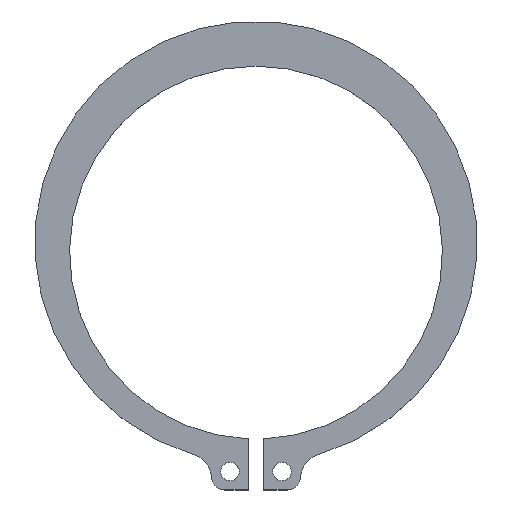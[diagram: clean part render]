
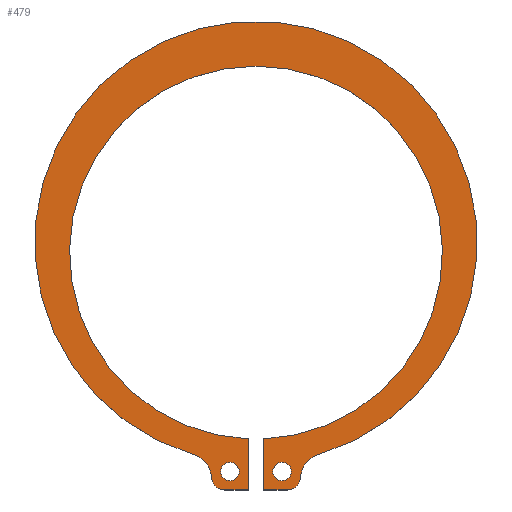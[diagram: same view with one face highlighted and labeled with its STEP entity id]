
A CAD part, top view. The second image highlights one B-rep face of the part: STEP entity #479.
In plain terms, the highlighted planar face has unit normal (0, 0, 1).
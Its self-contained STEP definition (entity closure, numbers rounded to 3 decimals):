
#63=CARTESIAN_POINT('Vertex',(-0.75,-24.23,1.8)) ;
#77=CARTESIAN_POINT('Vertex',(-0.75,-19.235,1.8)) ;
#80=CARTESIAN_POINT('Line Origine',(-0.75,-21.732,1.8)) ;
#108=CARTESIAN_POINT('Vertex',(0.75,-19.235,1.8)) ;
#111=CARTESIAN_POINT('Axis2P3D Location',(0.,-1.,1.8)) ;
#139=CARTESIAN_POINT('Vertex',(0.75,-24.23,1.8)) ;
#142=CARTESIAN_POINT('Line Origine',(0.75,-21.732,1.8)) ;
#159=CARTESIAN_POINT('Axis2P3D Location',(-2.55,-22.43,1.8)) ;
#163=CARTESIAN_POINT('Vertex',(-3.45,-22.43,1.8)) ;
#165=CARTESIAN_POINT('Vertex',(-1.65,-22.43,1.8)) ;
#194=CARTESIAN_POINT('Axis2P3D Location',(-2.55,-22.43,1.8)) ;
#216=CARTESIAN_POINT('Axis2P3D Location',(2.55,-22.43,1.8)) ;
#220=CARTESIAN_POINT('Vertex',(1.65,-22.43,1.8)) ;
#222=CARTESIAN_POINT('Vertex',(3.45,-22.43,1.8)) ;
#251=CARTESIAN_POINT('Axis2P3D Location',(2.55,-22.43,1.8)) ;
#273=CARTESIAN_POINT('Axis2P3D Location',(0.,0.,1.8)) ;
#277=CARTESIAN_POINT('Vertex',(6.141,-20.761,1.8)) ;
#279=CARTESIAN_POINT('Vertex',(-6.141,-20.761,1.8)) ;
#319=CARTESIAN_POINT('Vertex',(3.057,-24.23,1.8)) ;
#322=CARTESIAN_POINT('Line Origine',(1.903,-24.23,1.8)) ;
#350=CARTESIAN_POINT('Vertex',(4.355,-23.008,1.8)) ;
#358=CARTESIAN_POINT('Axis2P3D Location',(6.85,-23.158,1.8)) ;
#375=CARTESIAN_POINT('Axis2P3D Location',(3.057,-22.93,1.8)) ;
#398=CARTESIAN_POINT('Vertex',(-3.057,-24.23,1.8)) ;
#406=CARTESIAN_POINT('Line Origine',(-1.903,-24.23,1.8)) ;
#429=CARTESIAN_POINT('Vertex',(-4.355,-23.008,1.8)) ;
#432=CARTESIAN_POINT('Axis2P3D Location',(-6.85,-23.158,1.8)) ;
#449=CARTESIAN_POINT('Axis2P3D Location',(0.,0.,1.8)) ;
#454=CARTESIAN_POINT('Axis2P3D Location',(-3.057,-22.93,1.8)) ;
#81=DIRECTION('Vector Direction',(0.,-1.,0.)) ;
#112=DIRECTION('Axis2P3D Direction',(0.,0.,1.)) ;
#143=DIRECTION('Vector Direction',(0.,1.,0.)) ;
#160=DIRECTION('Axis2P3D Direction',(0.,0.,1.)) ;
#195=DIRECTION('Axis2P3D Direction',(0.,0.,1.)) ;
#217=DIRECTION('Axis2P3D Direction',(0.,0.,1.)) ;
#252=DIRECTION('Axis2P3D Direction',(0.,0.,1.)) ;
#274=DIRECTION('Axis2P3D Direction',(0.,0.,1.)) ;
#323=DIRECTION('Vector Direction',(-1.,0.,0.)) ;
#359=DIRECTION('Axis2P3D Direction',(0.,0.,1.)) ;
#376=DIRECTION('Axis2P3D Direction',(0.,0.,-1.)) ;
#407=DIRECTION('Vector Direction',(-1.,0.,0.)) ;
#433=DIRECTION('Axis2P3D Direction',(0.,0.,1.)) ;
#450=DIRECTION('Axis2P3D Direction',(0.,0.,1.)) ;
#451=DIRECTION('Axis2P3D XDirection',(1.,0.,0.)) ;
#455=DIRECTION('Axis2P3D Direction',(0.,0.,1.)) ;
#113=AXIS2_PLACEMENT_3D('Circle Axis2P3D',#111,#112,$) ;
#161=AXIS2_PLACEMENT_3D('Circle Axis2P3D',#159,#160,$) ;
#196=AXIS2_PLACEMENT_3D('Circle Axis2P3D',#194,#195,$) ;
#218=AXIS2_PLACEMENT_3D('Circle Axis2P3D',#216,#217,$) ;
#253=AXIS2_PLACEMENT_3D('Circle Axis2P3D',#251,#252,$) ;
#275=AXIS2_PLACEMENT_3D('Circle Axis2P3D',#273,#274,$) ;
#360=AXIS2_PLACEMENT_3D('Circle Axis2P3D',#358,#359,$) ;
#377=AXIS2_PLACEMENT_3D('Circle Axis2P3D',#375,#376,$) ;
#434=AXIS2_PLACEMENT_3D('Circle Axis2P3D',#432,#433,$) ;
#452=AXIS2_PLACEMENT_3D('Plane Axis2P3D',#449,#450,#451) ;
#456=AXIS2_PLACEMENT_3D('Circle Axis2P3D',#454,#455,$) ;
#460=ORIENTED_EDGE('',*,*,#410,.T.) ;
#461=ORIENTED_EDGE('',*,*,#84,.T.) ;
#462=ORIENTED_EDGE('',*,*,#115,.T.) ;
#463=ORIENTED_EDGE('',*,*,#146,.T.) ;
#464=ORIENTED_EDGE('',*,*,#326,.T.) ;
#465=ORIENTED_EDGE('',*,*,#379,.F.) ;
#466=ORIENTED_EDGE('',*,*,#362,.T.) ;
#467=ORIENTED_EDGE('',*,*,#281,.T.) ;
#468=ORIENTED_EDGE('',*,*,#436,.T.) ;
#469=ORIENTED_EDGE('',*,*,#458,.F.) ;
#472=ORIENTED_EDGE('',*,*,#167,.F.) ;
#473=ORIENTED_EDGE('',*,*,#198,.F.) ;
#476=ORIENTED_EDGE('',*,*,#224,.F.) ;
#477=ORIENTED_EDGE('',*,*,#255,.F.) ;
#474=FACE_BOUND('',#471,.T.) ;
#478=FACE_BOUND('',#475,.T.) ;
#82=VECTOR('Line Direction',#81,1.) ;
#144=VECTOR('Line Direction',#143,1.) ;
#324=VECTOR('Line Direction',#323,1.) ;
#408=VECTOR('Line Direction',#407,1.) ;
#479=ADVANCED_FACE('PartBody',(#470,#474,#478),#453,.T.) ;
#114=CIRCLE('generated circle',#113,18.25) ;
#162=CIRCLE('generated circle',#161,0.9) ;
#197=CIRCLE('generated circle',#196,0.9) ;
#219=CIRCLE('generated circle',#218,0.9) ;
#254=CIRCLE('generated circle',#253,0.9) ;
#276=CIRCLE('generated circle',#275,21.65) ;
#361=CIRCLE('generated circle',#360,2.5) ;
#378=CIRCLE('generated circle',#377,1.3) ;
#435=CIRCLE('generated circle',#434,2.5) ;
#457=CIRCLE('generated circle',#456,1.3) ;
#84=EDGE_CURVE('',#64,#78,#83,.F.) ;
#115=EDGE_CURVE('',#78,#109,#114,.F.) ;
#146=EDGE_CURVE('',#109,#140,#145,.F.) ;
#167=EDGE_CURVE('',#164,#166,#162,.T.) ;
#198=EDGE_CURVE('',#166,#164,#197,.T.) ;
#224=EDGE_CURVE('',#221,#223,#219,.T.) ;
#255=EDGE_CURVE('',#223,#221,#254,.T.) ;
#281=EDGE_CURVE('',#278,#280,#276,.T.) ;
#326=EDGE_CURVE('',#140,#320,#325,.F.) ;
#362=EDGE_CURVE('',#351,#278,#361,.F.) ;
#379=EDGE_CURVE('',#351,#320,#378,.T.) ;
#410=EDGE_CURVE('',#399,#64,#409,.F.) ;
#436=EDGE_CURVE('',#280,#430,#435,.F.) ;
#458=EDGE_CURVE('',#399,#430,#457,.F.) ;
#459=EDGE_LOOP('',(#460,#461,#462,#463,#464,#465,#466,#467,#468,#469)) ;
#471=EDGE_LOOP('',(#472,#473)) ;
#475=EDGE_LOOP('',(#476,#477)) ;
#470=FACE_OUTER_BOUND('',#459,.T.) ;
#83=LINE('Line',#80,#82) ;
#145=LINE('Line',#142,#144) ;
#325=LINE('Line',#322,#324) ;
#409=LINE('Line',#406,#408) ;
#453=PLANE('',#452) ;
#64=VERTEX_POINT('',#63) ;
#78=VERTEX_POINT('',#77) ;
#109=VERTEX_POINT('',#108) ;
#140=VERTEX_POINT('',#139) ;
#164=VERTEX_POINT('',#163) ;
#166=VERTEX_POINT('',#165) ;
#221=VERTEX_POINT('',#220) ;
#223=VERTEX_POINT('',#222) ;
#278=VERTEX_POINT('',#277) ;
#280=VERTEX_POINT('',#279) ;
#320=VERTEX_POINT('',#319) ;
#351=VERTEX_POINT('',#350) ;
#399=VERTEX_POINT('',#398) ;
#430=VERTEX_POINT('',#429) ;
